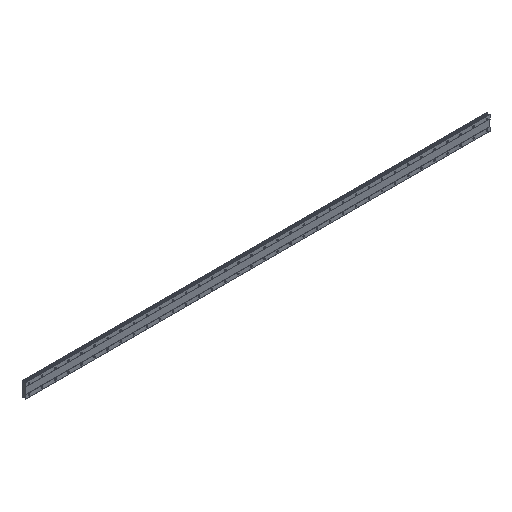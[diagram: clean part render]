
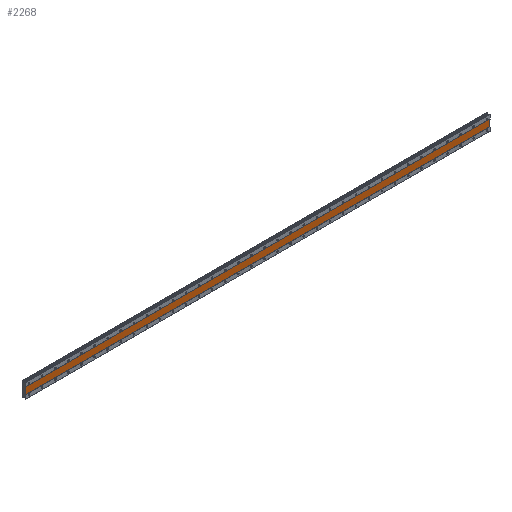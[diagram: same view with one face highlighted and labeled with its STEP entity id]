
A CAD part, isometric view. The second image highlights one B-rep face of the part: STEP entity #2268.
In plain terms, the highlighted planar face has unit normal (0, -1, 0).
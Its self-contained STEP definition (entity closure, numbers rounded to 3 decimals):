
#439 = DIRECTION ( 'NONE',  ( 1., 0., 0. ) ) ;
#597 = EDGE_CURVE ( 'NONE', #1734, #7243, #9136, .T. ) ;
#1367 = EDGE_LOOP ( 'NONE', ( #6184, #10350, #11642, #2985 ) ) ;
#1522 = CARTESIAN_POINT ( 'NONE',  ( 2820., 1., -20. ) ) ;
#1624 = CARTESIAN_POINT ( 'NONE',  ( -20., 1., -20. ) ) ;
#1658 = DIRECTION ( 'NONE',  ( -1., 0., 0. ) ) ;
#1734 = VERTEX_POINT ( 'NONE', #1624 ) ;
#2235 = VECTOR ( 'NONE', #6362, 1000. ) ;
#2268 = ADVANCED_FACE ( 'NONE', ( #11804 ), #3380, .F. ) ;
#2542 = CARTESIAN_POINT ( 'NONE',  ( -20., 1., 20. ) ) ;
#2985 = ORIENTED_EDGE ( 'NONE', *, *, #597, .F. ) ;
#3249 = VECTOR ( 'NONE', #1658, 1000. ) ;
#3380 = PLANE ( 'NONE',  #3663 ) ;
#3663 = AXIS2_PLACEMENT_3D ( 'NONE', #6895, #11616, #7878 ) ;
#4303 = EDGE_CURVE ( 'NONE', #7243, #10091, #10154, .T. ) ;
#4638 = VERTEX_POINT ( 'NONE', #1522 ) ;
#5488 = CARTESIAN_POINT ( 'NONE',  ( -20., 1., 20. ) ) ;
#5606 = LINE ( 'NONE', #9314, #3249 ) ;
#5758 = CARTESIAN_POINT ( 'NONE',  ( 2820., 1., 20. ) ) ;
#5843 = LINE ( 'NONE', #7942, #7506 ) ;
#6113 = VECTOR ( 'NONE', #439, 1000. ) ;
#6184 = ORIENTED_EDGE ( 'NONE', *, *, #7170, .F. ) ;
#6362 = DIRECTION ( 'NONE',  ( 0., 0., 1. ) ) ;
#6895 = CARTESIAN_POINT ( 'NONE',  ( 2820., 1., 20. ) ) ;
#7170 = EDGE_CURVE ( 'NONE', #4638, #1734, #5606, .T. ) ;
#7243 = VERTEX_POINT ( 'NONE', #5488 ) ;
#7506 = VECTOR ( 'NONE', #8663, 1000. ) ;
#7878 = DIRECTION ( 'NONE',  ( 0., 0., 1. ) ) ;
#7942 = CARTESIAN_POINT ( 'NONE',  ( 2820., 1., 20. ) ) ;
#8663 = DIRECTION ( 'NONE',  ( 0., 0., -1. ) ) ;
#9136 = LINE ( 'NONE', #2542, #2235 ) ;
#9314 = CARTESIAN_POINT ( 'NONE',  ( 2820., 1., -20. ) ) ;
#9744 = EDGE_CURVE ( 'NONE', #10091, #4638, #5843, .T. ) ;
#10091 = VERTEX_POINT ( 'NONE', #5758 ) ;
#10154 = LINE ( 'NONE', #10893, #6113 ) ;
#10350 = ORIENTED_EDGE ( 'NONE', *, *, #9744, .F. ) ;
#10893 = CARTESIAN_POINT ( 'NONE',  ( 2820., 1., 20. ) ) ;
#11616 = DIRECTION ( 'NONE',  ( 0., 1., 0. ) ) ;
#11642 = ORIENTED_EDGE ( 'NONE', *, *, #4303, .F. ) ;
#11804 = FACE_OUTER_BOUND ( 'NONE', #1367, .T. ) ;
